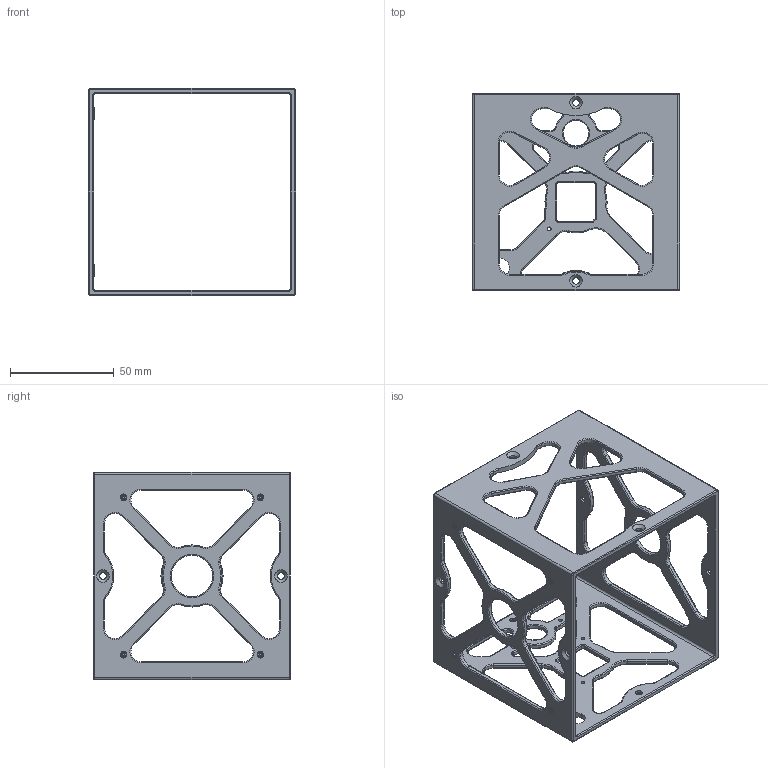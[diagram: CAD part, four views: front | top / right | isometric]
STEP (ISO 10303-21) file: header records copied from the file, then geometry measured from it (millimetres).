
FILE_DESCRIPTION(/* description */ (''),/* implementation_level */ '2;1');
FILE_NAME(/* name */ 'Onebody_SidePanel.step',/* time_stamp */ '2024-08-21T21:45:32+09:00',/* author */ (''),/* organization */ (''),/* preprocessor_version */ 'ST-DEVELOPER v20',/* originating_system */ 'Autodesk Translation Framework v13.14.0.145',/* authorisation */ '');
FILE_SCHEMA (('AUTOMOTIVE_DESIGN { 1 0 10303 214 3 1 1 }'));
Length unit declared in the file: millimetre
Products named in the file (2): Onebody_SidePanel; インサートナットM1.6×3mm v
1
Assembly tree (4 placements, depth 2):
  Onebody_SidePanel
    インサートナットM1.6×3mm v
1  x4
Bounding box: 100 x 95 x 100 mm (x, y, z)
Volume: 44169.7 mm3; surface area: 43028.2 mm2
Topology: 5 solids, 5 shells, 776 faces, 1773 edges, 1032 vertices
Faces by surface type: cylinder 352, torus 261, plane 133, bspline 20, cone 10
Full cylindrical faces by diameter (mm): 1.271 x4, 1.9 x4, 2.5 x12, 2.8 x12, 3 x3, 3.2 x8, 9.3 x1, 12.3 x1, 20 x2
Entity records: 21928 total; most frequent: CARTESIAN_POINT 4307, DIRECTION 4166, ORIENTED_EDGE 3426, AXIS2_PLACEMENT_3D 1765, EDGE_CURVE 1713, CIRCLE 1028, VERTEX_POINT 994, EDGE_LOOP 835
